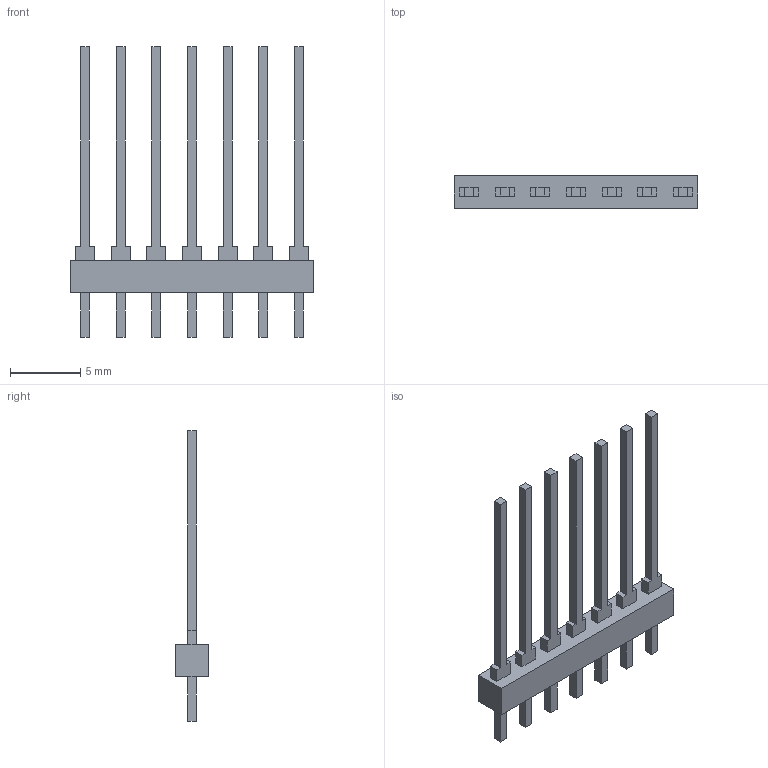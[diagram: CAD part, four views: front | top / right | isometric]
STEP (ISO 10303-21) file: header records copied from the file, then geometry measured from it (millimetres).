
FILE_DESCRIPTION((''),'2;1');
FILE_NAME('C-87465-9','2019-01-31T07:20:39',('workeradm'),('TE Connectivity Ltd.'),'CREO PARAMETRIC BY PTC INC, 2018190','CREO PARAMETRIC BY PTC INC, 2018190','');
FILE_SCHEMA(('AUTOMOTIVE_DESIGN { 1 0 10303 214 1 1 1 1 }'));
Length unit declared in the file: millimetre
Products named in the file (1): C-87465-9
Bounding box: 17.37 x 2.34 x 20.7 mm (x, y, z)
Volume: 148.1 mm3; surface area: 509.2 mm2
Topology: 1 solids, 1 shells, 104 faces, 264 edges, 176 vertices
Faces by surface type: plane 104
Entity records: 3112 total; most frequent: CARTESIAN_POINT 546, ORIENTED_EDGE 528, DIRECTION 472, VECTOR 264, LINE 264, EDGE_CURVE 264, VERTEX_POINT 176, EDGE_LOOP 118
